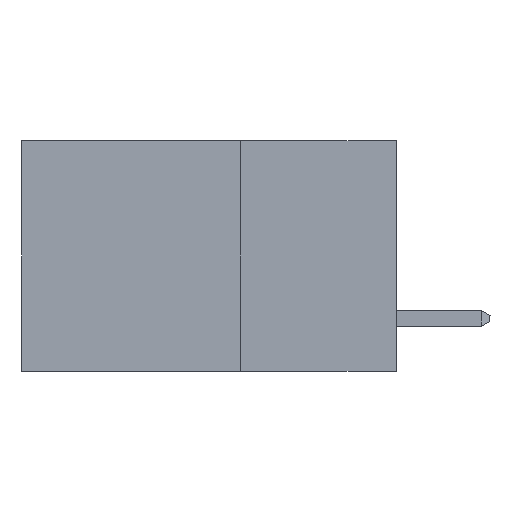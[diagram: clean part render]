
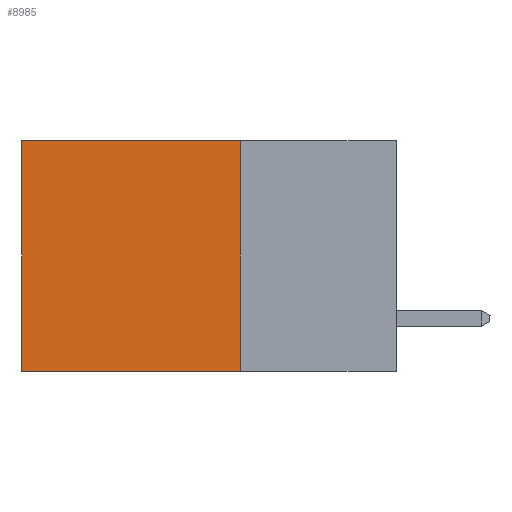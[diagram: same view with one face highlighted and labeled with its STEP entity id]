
A CAD part, left-side view. The second image highlights one B-rep face of the part: STEP entity #8985.
In plain terms, the highlighted planar face has unit normal (-1, 0, 0).
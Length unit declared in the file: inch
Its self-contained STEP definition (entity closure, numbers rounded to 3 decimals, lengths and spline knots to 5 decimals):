
#71 = LINE ( 'NONE', #30823, #25017 ) ;
#140 = VERTEX_POINT ( 'NONE', #3120 ) ;
#1033 = VERTEX_POINT ( 'NONE', #27335 ) ;
#3120 = CARTESIAN_POINT ( 'NONE',  ( 0.298, 0.6, -0.37 ) ) ;
#3580 = EDGE_LOOP ( 'NONE', ( #5629, #20556, #6263, #6399 ) ) ;
#4709 = EDGE_CURVE ( 'NONE', #21315, #140, #71, .T. ) ;
#4747 = DIRECTION ( 'NONE',  ( 0., 1., 0. ) ) ;
#4974 = LINE ( 'NONE', #7237, #29903 ) ;
#5629 = ORIENTED_EDGE ( 'NONE', *, *, #20963, .T. ) ;
#6263 = ORIENTED_EDGE ( 'NONE', *, *, #27233, .F. ) ;
#6399 = ORIENTED_EDGE ( 'NONE', *, *, #28007, .T. ) ;
#6508 = DIRECTION ( 'NONE',  ( 0., 0., -1. ) ) ;
#7237 = CARTESIAN_POINT ( 'NONE',  ( 0.298, 0.25, 0. ) ) ;
#8307 = VECTOR ( 'NONE', #29476, 39.37008 ) ;
#8441 = FACE_OUTER_BOUND ( 'NONE', #3580, .T. ) ;
#8985 = ADVANCED_FACE ( 'NONE', ( #8441 ), #26184, .F. ) ;
#10258 = LINE ( 'NONE', #20277, #29153 ) ;
#10991 = VERTEX_POINT ( 'NONE', #17636 ) ;
#11966 = CARTESIAN_POINT ( 'NONE',  ( 0.298, 0.25, 0. ) ) ;
#17636 = CARTESIAN_POINT ( 'NONE',  ( 0.298, 0.6, 0. ) ) ;
#19128 = DIRECTION ( 'NONE',  ( 0., 0., -1. ) ) ;
#20277 = CARTESIAN_POINT ( 'NONE',  ( 0.298, 0.6, 0. ) ) ;
#20556 = ORIENTED_EDGE ( 'NONE', *, *, #4709, .F. ) ;
#20963 = EDGE_CURVE ( 'NONE', #10991, #140, #10258, .T. ) ;
#21029 = DIRECTION ( 'NONE',  ( 1., 0., 0. ) ) ;
#21315 = VERTEX_POINT ( 'NONE', #28841 ) ;
#21966 = LINE ( 'NONE', #11966, #8307 ) ;
#22825 = DIRECTION ( 'NONE',  ( 0., 0., -1. ) ) ;
#25017 = VECTOR ( 'NONE', #4747, 39.37008 ) ;
#26184 = PLANE ( 'NONE',  #28335 ) ;
#27233 = EDGE_CURVE ( 'NONE', #1033, #21315, #4974, .T. ) ;
#27335 = CARTESIAN_POINT ( 'NONE',  ( 0.298, 0.25, 0. ) ) ;
#28007 = EDGE_CURVE ( 'NONE', #1033, #10991, #21966, .T. ) ;
#28335 = AXIS2_PLACEMENT_3D ( 'NONE', #28510, #21029, #6508 ) ;
#28510 = CARTESIAN_POINT ( 'NONE',  ( 0.298, 0.25, 0. ) ) ;
#28841 = CARTESIAN_POINT ( 'NONE',  ( 0.298, 0.25, -0.37 ) ) ;
#29153 = VECTOR ( 'NONE', #22825, 39.37008 ) ;
#29476 = DIRECTION ( 'NONE',  ( 0., 1., 0. ) ) ;
#29903 = VECTOR ( 'NONE', #19128, 39.37008 ) ;
#30823 = CARTESIAN_POINT ( 'NONE',  ( 0.298, 0.25, -0.37 ) ) ;
